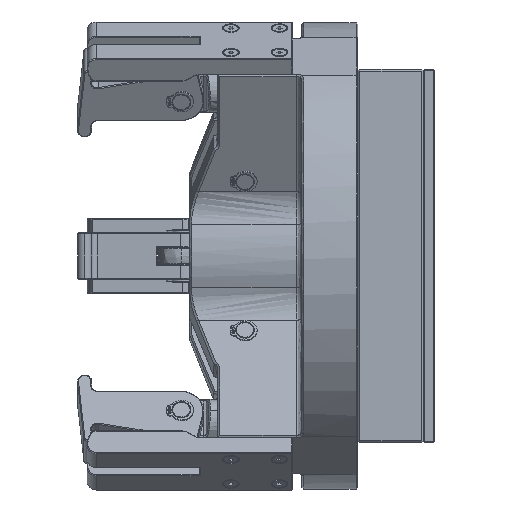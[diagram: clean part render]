
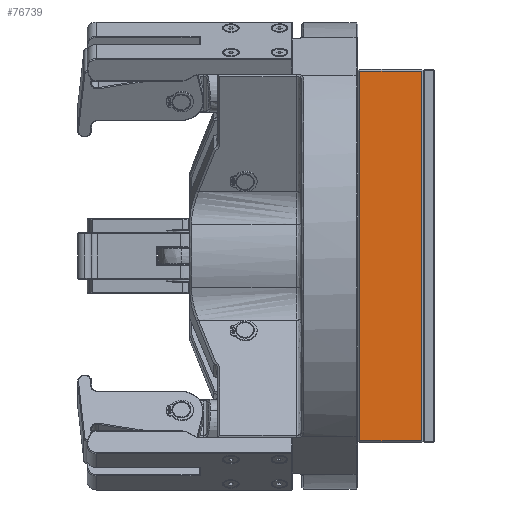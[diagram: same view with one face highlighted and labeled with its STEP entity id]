
A CAD part, left-side view. The second image highlights one B-rep face of the part: STEP entity #76739.
In plain terms, the highlighted free-form (B-spline) face has degree [1, 1] with [2, 2] control points.
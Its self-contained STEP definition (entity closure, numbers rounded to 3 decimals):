
#76739 = ADVANCED_FACE('',(#76740),#76770,.F.);
#76740 = FACE_BOUND('',#76741,.T.);
#76741 = EDGE_LOOP('',(#76742,#76751,#76758,#76765));
#76742 = ORIENTED_EDGE('',*,*,#76743,.T.);
#76743 = EDGE_CURVE('',#76744,#76746,#76748,.T.);
#76744 = VERTEX_POINT('',#76745);
#76745 = CARTESIAN_POINT('',(-117.061,-43.898,
    -115.89));
#76746 = VERTEX_POINT('',#76747);
#76747 = CARTESIAN_POINT('',(-117.061,-82.528,
    -115.89));
#76748 = B_SPLINE_CURVE_WITH_KNOTS('',1,(#76749,#76750),.UNSPECIFIED.,
  .F.,.F.,(2,2),(16.,49.),.PIECEWISE_BEZIER_KNOTS.);
#76749 = CARTESIAN_POINT('',(-117.061,-43.898,
    -115.89));
#76750 = CARTESIAN_POINT('',(-117.061,-82.528,
    -115.89));
#76751 = ORIENTED_EDGE('',*,*,#76752,.T.);
#76752 = EDGE_CURVE('',#76746,#76753,#76755,.T.);
#76753 = VERTEX_POINT('',#76754);
#76754 = CARTESIAN_POINT('',(-117.061,-82.528,
    115.89));
#76755 = B_SPLINE_CURVE_WITH_KNOTS('',1,(#76756,#76757),.UNSPECIFIED.,
  .F.,.F.,(2,2),(-199.,-1.),.PIECEWISE_BEZIER_KNOTS.);
#76756 = CARTESIAN_POINT('',(-117.061,-82.528,
    -115.89));
#76757 = CARTESIAN_POINT('',(-117.061,-82.528,
    115.89));
#76758 = ORIENTED_EDGE('',*,*,#76759,.T.);
#76759 = EDGE_CURVE('',#76753,#76760,#76762,.T.);
#76760 = VERTEX_POINT('',#76761);
#76761 = CARTESIAN_POINT('',(-117.061,-43.898,
    115.89));
#76762 = B_SPLINE_CURVE_WITH_KNOTS('',1,(#76763,#76764),.UNSPECIFIED.,
  .F.,.F.,(2,2),(-49.,-16.),.PIECEWISE_BEZIER_KNOTS.);
#76763 = CARTESIAN_POINT('',(-117.061,-82.528,
    115.89));
#76764 = CARTESIAN_POINT('',(-117.061,-43.898,
    115.89));
#76765 = ORIENTED_EDGE('',*,*,#76766,.T.);
#76766 = EDGE_CURVE('',#76760,#76744,#76767,.T.);
#76767 = B_SPLINE_CURVE_WITH_KNOTS('',1,(#76768,#76769),.UNSPECIFIED.,
  .F.,.F.,(2,2),(-199.,-1.),.PIECEWISE_BEZIER_KNOTS.);
#76768 = CARTESIAN_POINT('',(-117.061,-43.898,
    115.89));
#76769 = CARTESIAN_POINT('',(-117.061,-43.898,
    -115.89));
#76770 = B_SPLINE_SURFACE_WITH_KNOTS('',1,1,(
    (#76771,#76772)
    ,(#76773,#76774
  )),.UNSPECIFIED.,.F.,.F.,.F.,(2,2),(2,2),(-199.,-1.),(-49.,-16.),
  .PIECEWISE_BEZIER_KNOTS.);
#76771 = CARTESIAN_POINT('',(-117.061,-82.528,
    115.89));
#76772 = CARTESIAN_POINT('',(-117.061,-43.898,
    115.89));
#76773 = CARTESIAN_POINT('',(-117.061,-82.528,
    -115.89));
#76774 = CARTESIAN_POINT('',(-117.061,-43.898,
    -115.89));
